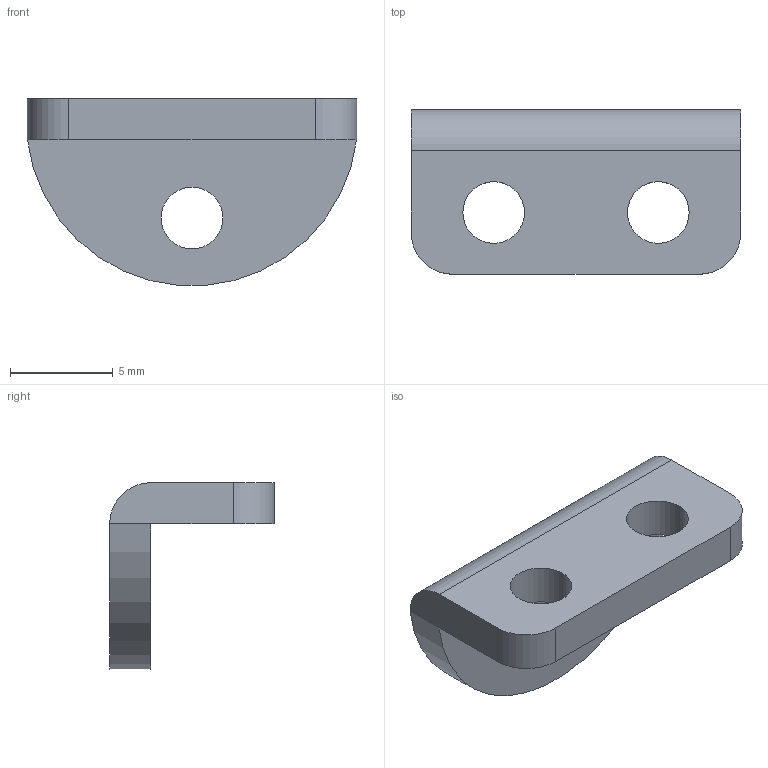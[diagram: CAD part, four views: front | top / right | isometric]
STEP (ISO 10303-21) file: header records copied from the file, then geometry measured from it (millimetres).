
FILE_DESCRIPTION (( 'STEP AP203' ), '1' );
FILE_NAME ('6dof_extra_part_Default_sldprt.STEP', '2022-03-13T07:50:34', ( '' ), ( '' ), 'SwSTEP 2.0', 'SolidWorks 2020', '' );
FILE_SCHEMA (( 'CONFIG_CONTROL_DESIGN' ));
Length unit declared in the file: centimetre
Products named in the file (1): 6dof_extra_part_Default_sldprt
Bounding box: 16 x 8 x 9.07 mm (x, y, z)
Volume: 369.5 mm3; surface area: 531.7 mm2
Topology: 1 solids, 1 shells, 17 faces, 41 edges, 26 vertices
Faces by surface type: cylinder 10, plane 7
Entity records: 592 total; most frequent: DIRECTION 97, CARTESIAN_POINT 85, ORIENTED_EDGE 82, EDGE_CURVE 41, AXIS2_PLACEMENT_3D 38, VERTEX_POINT 26, EDGE_LOOP 23, VECTOR 21
